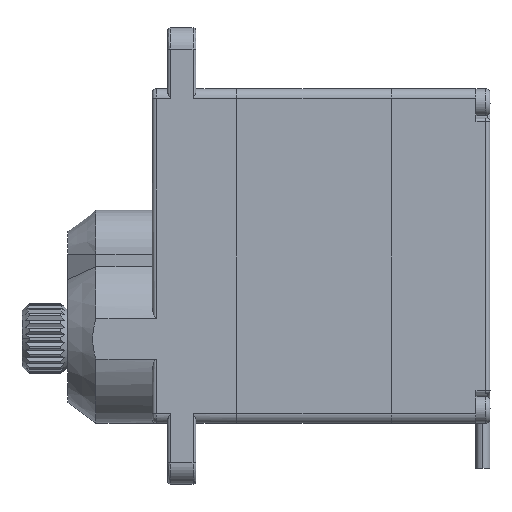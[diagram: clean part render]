
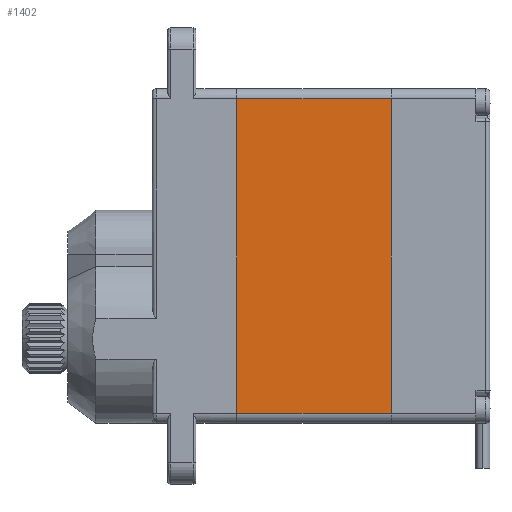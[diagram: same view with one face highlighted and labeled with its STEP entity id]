
A CAD part, left-side view. The second image highlights one B-rep face of the part: STEP entity #1402.
In plain terms, the highlighted planar face has unit normal (-1, 0, 0).
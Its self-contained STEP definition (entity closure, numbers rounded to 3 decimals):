
#28 = ORIENTED_EDGE ( 'NONE', *, *, #5854, .T. ) ;
#1402 = ADVANCED_FACE ( 'NONE', ( #7487 ), #7763, .T. ) ;
#1410 = AXIS2_PLACEMENT_3D ( 'NONE', #10073, #8519, #3877 ) ;
#2312 = EDGE_LOOP ( 'NONE', ( #9683, #7630, #3500, #28 ) ) ;
#2886 = DIRECTION ( 'NONE',  ( 0., 1., 0. ) ) ;
#2889 = CARTESIAN_POINT ( 'NONE',  ( -0.009, 11., -23.086 ) ) ;
#2894 = VERTEX_POINT ( 'NONE', #9040 ) ;
#3500 = ORIENTED_EDGE ( 'NONE', *, *, #8906, .T. ) ;
#3710 = VECTOR ( 'NONE', #8504, 1000. ) ;
#3820 = EDGE_CURVE ( 'NONE', #9876, #8786, #4510, .T. ) ;
#3877 = DIRECTION ( 'NONE',  ( 0., 0., 1. ) ) ;
#3896 = CARTESIAN_POINT ( 'NONE',  ( -0.009, 11., -11.906 ) ) ;
#4089 = LINE ( 'NONE', #7747, #3710 ) ;
#4299 = VERTEX_POINT ( 'NONE', #5099 ) ;
#4510 = LINE ( 'NONE', #3896, #6057 ) ;
#5099 = CARTESIAN_POINT ( 'NONE',  ( -0.009, 0., -23.086 ) ) ;
#5329 = LINE ( 'NONE', #8153, #9910 ) ;
#5854 = EDGE_CURVE ( 'NONE', #2894, #9876, #6725, .T. ) ;
#6057 = VECTOR ( 'NONE', #6282, 1000. ) ;
#6282 = DIRECTION ( 'NONE',  ( 0., 0., -1. ) ) ;
#6715 = VECTOR ( 'NONE', #2886, 1000. ) ;
#6725 = LINE ( 'NONE', #7545, #6715 ) ;
#7487 = FACE_OUTER_BOUND ( 'NONE', #2312, .T. ) ;
#7545 = CARTESIAN_POINT ( 'NONE',  ( -0.009, 5.5, -0.726 ) ) ;
#7630 = ORIENTED_EDGE ( 'NONE', *, *, #10003, .T. ) ;
#7747 = CARTESIAN_POINT ( 'NONE',  ( -0.009, 0., -11.906 ) ) ;
#7763 = PLANE ( 'NONE',  #1410 ) ;
#8153 = CARTESIAN_POINT ( 'NONE',  ( -0.009, 5.5, -23.086 ) ) ;
#8504 = DIRECTION ( 'NONE',  ( 0., 0., 1. ) ) ;
#8519 = DIRECTION ( 'NONE',  ( -1., 0., 0. ) ) ;
#8786 = VERTEX_POINT ( 'NONE', #2889 ) ;
#8906 = EDGE_CURVE ( 'NONE', #4299, #2894, #4089, .T. ) ;
#8932 = DIRECTION ( 'NONE',  ( 0., -1., 0. ) ) ;
#9040 = CARTESIAN_POINT ( 'NONE',  ( -0.009, 0., -0.726 ) ) ;
#9507 = CARTESIAN_POINT ( 'NONE',  ( -0.009, 11., -0.726 ) ) ;
#9683 = ORIENTED_EDGE ( 'NONE', *, *, #3820, .T. ) ;
#9876 = VERTEX_POINT ( 'NONE', #9507 ) ;
#9910 = VECTOR ( 'NONE', #8932, 1000. ) ;
#10003 = EDGE_CURVE ( 'NONE', #8786, #4299, #5329, .T. ) ;
#10073 = CARTESIAN_POINT ( 'NONE',  ( -0.009, 0., -23.086 ) ) ;
